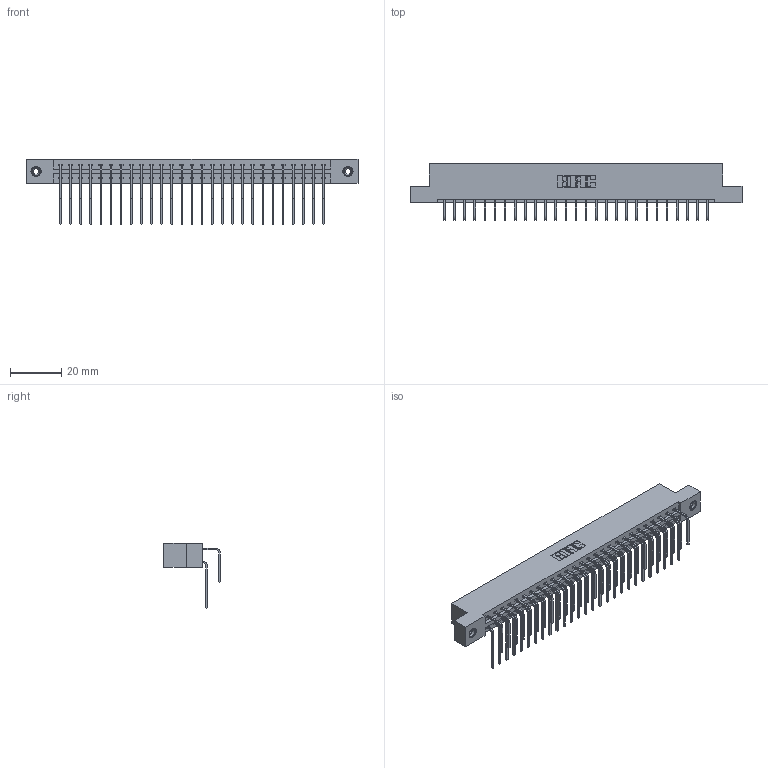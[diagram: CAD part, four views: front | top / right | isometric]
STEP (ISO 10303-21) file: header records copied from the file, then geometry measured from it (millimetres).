
FILE_DESCRIPTION (( 'STEP AP203' ), '1' );
FILE_NAME ('337-054-558-208.STEP', '2019-10-09T18:27:35', ( '' ), ( '' ), 'SwSTEP 2.0', 'SolidWorks 2016', '' );
FILE_SCHEMA (( 'CONFIG_CONTROL_DESIGN' ));
Length unit declared in the file: inch
Products named in the file (5): 345-292-001_558 Tail - 2; 345-250-001_345-250-003-102; 337-054-558-208; 337 Part_Flush Mounting Lugs - 0.156 Dia-TI; 345-292-001_558 559 Tail - 1
Assembly tree (57 placements, depth 2):
  337-054-558-208
    337 Part_Flush Mounting Lugs - 0.156 Dia-TI
    345-292-001_558 559 Tail - 1  x27
    345-292-001_558 Tail - 2  x27
    345-250-001_345-250-003-102  x2
Bounding box: 130 x 22.17 x 25.53 mm (x, y, z)
Volume: 13805.5 mm3; surface area: 17049.5 mm2
Topology: 57 solids, 57 shells, 3198 faces, 9465 edges, 6230 vertices
Faces by surface type: plane 2262, cylinder 920, cone 12, torus 4
Entity records: 25844 total; most frequent: CARTESIAN_POINT 4392, ORIENTED_EDGE 4270, DIRECTION 3777, EDGE_CURVE 2135, LINE 1947, VECTOR 1947, VERTEX_POINT 1416, AXIS2_PLACEMENT_3D 915
